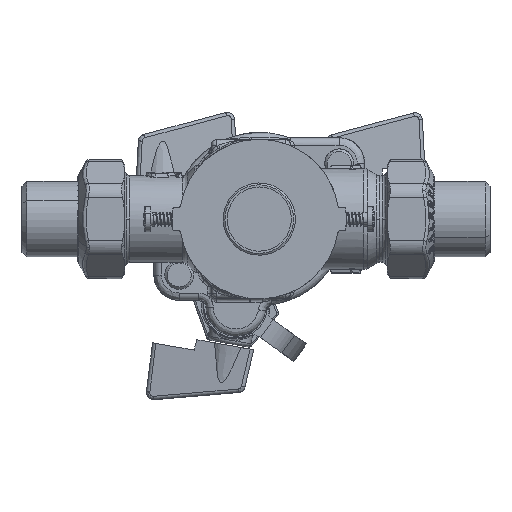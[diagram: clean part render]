
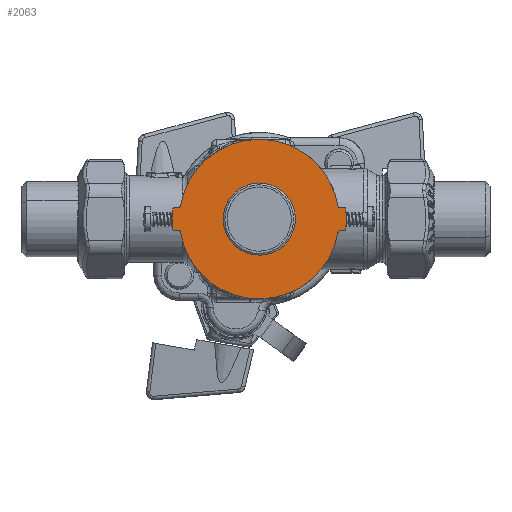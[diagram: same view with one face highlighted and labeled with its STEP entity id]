
A CAD part, front view. The second image highlights one B-rep face of the part: STEP entity #2063.
In plain terms, the highlighted planar face has unit normal (0, -1, 0).
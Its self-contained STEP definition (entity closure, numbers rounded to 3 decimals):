
#1658=CARTESIAN_POINT('Axis2P3D Location',(0.,-80.2,70.066)) ;
#1662=CARTESIAN_POINT('Vertex',(23.936,-80.2,72.874)) ;
#1664=CARTESIAN_POINT('Vertex',(23.936,-80.2,67.258)) ;
#1798=CARTESIAN_POINT('Vertex',(23.439,-80.2,73.316)) ;
#1801=CARTESIAN_POINT('Axis2P3D Location',(23.439,-80.2,72.816)) ;
#1897=CARTESIAN_POINT('Vertex',(23.439,-80.2,66.816)) ;
#1905=CARTESIAN_POINT('Axis2P3D Location',(23.439,-80.2,67.316)) ;
#1917=CARTESIAN_POINT('Axis2P3D Location',(0.,-80.2,60.066)) ;
#1922=CARTESIAN_POINT('Axis2P3D Location',(0.,-80.2,70.066)) ;
#1926=CARTESIAN_POINT('Vertex',(21.794,-80.2,66.399)) ;
#1928=CARTESIAN_POINT('Vertex',(-10.595,-80.2,50.671)) ;
#1931=CARTESIAN_POINT('Axis2P3D Location',(22.287,-80.2,66.316)) ;
#1935=CARTESIAN_POINT('Vertex',(22.287,-80.2,66.816)) ;
#1938=CARTESIAN_POINT('Line Origine',(22.863,-80.2,66.816)) ;
#1943=CARTESIAN_POINT('Line Origine',(22.863,-80.2,73.316)) ;
#1947=CARTESIAN_POINT('Vertex',(22.287,-80.2,73.316)) ;
#1950=CARTESIAN_POINT('Axis2P3D Location',(22.287,-80.2,73.816)) ;
#1954=CARTESIAN_POINT('Vertex',(21.794,-80.2,73.733)) ;
#1957=CARTESIAN_POINT('Axis2P3D Location',(0.,-80.2,70.066)) ;
#1961=CARTESIAN_POINT('Vertex',(10.595,-80.2,89.461)) ;
#1964=CARTESIAN_POINT('Axis2P3D Location',(0.,-80.2,70.066)) ;
#1968=CARTESIAN_POINT('Vertex',(-21.794,-80.2,73.733)) ;
#1971=CARTESIAN_POINT('Axis2P3D Location',(-22.287,-80.2,73.816)) ;
#1975=CARTESIAN_POINT('Vertex',(-22.287,-80.2,73.316)) ;
#1978=CARTESIAN_POINT('Line Origine',(-22.863,-80.2,73.316)) ;
#1982=CARTESIAN_POINT('Vertex',(-23.439,-80.2,73.316)) ;
#1985=CARTESIAN_POINT('Axis2P3D Location',(-23.439,-80.2,72.816)) ;
#1989=CARTESIAN_POINT('Vertex',(-23.936,-80.2,72.874)) ;
#1992=CARTESIAN_POINT('Axis2P3D Location',(0.,-80.2,70.066)) ;
#1996=CARTESIAN_POINT('Vertex',(-23.936,-80.2,67.258)) ;
#1999=CARTESIAN_POINT('Axis2P3D Location',(-23.439,-80.2,67.316)) ;
#2003=CARTESIAN_POINT('Vertex',(-23.439,-80.2,66.816)) ;
#2006=CARTESIAN_POINT('Line Origine',(-22.863,-80.2,66.816)) ;
#2010=CARTESIAN_POINT('Vertex',(-22.287,-80.2,66.816)) ;
#2013=CARTESIAN_POINT('Axis2P3D Location',(-22.287,-80.2,66.316)) ;
#2017=CARTESIAN_POINT('Vertex',(-21.794,-80.2,66.399)) ;
#2020=CARTESIAN_POINT('Axis2P3D Location',(0.,-80.2,70.066)) ;
#2045=CARTESIAN_POINT('Axis2P3D Location',(0.,-80.2,70.066)) ;
#2049=CARTESIAN_POINT('Vertex',(4.794,-80.2,78.842)) ;
#2051=CARTESIAN_POINT('Vertex',(-4.794,-80.2,61.29)) ;
#2054=CARTESIAN_POINT('Axis2P3D Location',(0.,-80.2,70.066)) ;
#1940=VECTOR('Line Direction',#1939,1.) ;
#1945=VECTOR('Line Direction',#1944,1.) ;
#1980=VECTOR('Line Direction',#1979,1.) ;
#2008=VECTOR('Line Direction',#2007,1.) ;
#1659=DIRECTION('Axis2P3D Direction',(0.,1.,0.)) ;
#1802=DIRECTION('Axis2P3D Direction',(0.,-1.,0.)) ;
#1906=DIRECTION('Axis2P3D Direction',(0.,1.,0.)) ;
#1918=DIRECTION('Axis2P3D Direction',(0.,1.,0.)) ;
#1919=DIRECTION('Axis2P3D XDirection',(1.,0.,0.)) ;
#1923=DIRECTION('Axis2P3D Direction',(0.,1.,0.)) ;
#1932=DIRECTION('Axis2P3D Direction',(0.,1.,0.)) ;
#1939=DIRECTION('Vector Direction',(-1.,0.,0.)) ;
#1944=DIRECTION('Vector Direction',(-1.,0.,0.)) ;
#1951=DIRECTION('Axis2P3D Direction',(0.,1.,0.)) ;
#1958=DIRECTION('Axis2P3D Direction',(0.,1.,0.)) ;
#1965=DIRECTION('Axis2P3D Direction',(0.,1.,0.)) ;
#1972=DIRECTION('Axis2P3D Direction',(0.,1.,0.)) ;
#1979=DIRECTION('Vector Direction',(1.,0.,0.)) ;
#1986=DIRECTION('Axis2P3D Direction',(0.,1.,0.)) ;
#1993=DIRECTION('Axis2P3D Direction',(0.,1.,0.)) ;
#2000=DIRECTION('Axis2P3D Direction',(0.,1.,0.)) ;
#2007=DIRECTION('Vector Direction',(1.,0.,0.)) ;
#2014=DIRECTION('Axis2P3D Direction',(0.,1.,0.)) ;
#2021=DIRECTION('Axis2P3D Direction',(0.,1.,0.)) ;
#2046=DIRECTION('Axis2P3D Direction',(0.,1.,0.)) ;
#2055=DIRECTION('Axis2P3D Direction',(0.,1.,0.)) ;
#1660=AXIS2_PLACEMENT_3D('Circle Axis2P3D',#1658,#1659,$) ;
#1803=AXIS2_PLACEMENT_3D('Circle Axis2P3D',#1801,#1802,$) ;
#1907=AXIS2_PLACEMENT_3D('Circle Axis2P3D',#1905,#1906,$) ;
#1920=AXIS2_PLACEMENT_3D('Plane Axis2P3D',#1917,#1918,#1919) ;
#1924=AXIS2_PLACEMENT_3D('Circle Axis2P3D',#1922,#1923,$) ;
#1933=AXIS2_PLACEMENT_3D('Circle Axis2P3D',#1931,#1932,$) ;
#1952=AXIS2_PLACEMENT_3D('Circle Axis2P3D',#1950,#1951,$) ;
#1959=AXIS2_PLACEMENT_3D('Circle Axis2P3D',#1957,#1958,$) ;
#1966=AXIS2_PLACEMENT_3D('Circle Axis2P3D',#1964,#1965,$) ;
#1973=AXIS2_PLACEMENT_3D('Circle Axis2P3D',#1971,#1972,$) ;
#1987=AXIS2_PLACEMENT_3D('Circle Axis2P3D',#1985,#1986,$) ;
#1994=AXIS2_PLACEMENT_3D('Circle Axis2P3D',#1992,#1993,$) ;
#2001=AXIS2_PLACEMENT_3D('Circle Axis2P3D',#1999,#2000,$) ;
#2015=AXIS2_PLACEMENT_3D('Circle Axis2P3D',#2013,#2014,$) ;
#2022=AXIS2_PLACEMENT_3D('Circle Axis2P3D',#2020,#2021,$) ;
#2047=AXIS2_PLACEMENT_3D('Circle Axis2P3D',#2045,#2046,$) ;
#2056=AXIS2_PLACEMENT_3D('Circle Axis2P3D',#2054,#2055,$) ;
#1941=LINE('Line',#1938,#1940) ;
#1946=LINE('Line',#1943,#1945) ;
#1981=LINE('Line',#1978,#1980) ;
#2009=LINE('Line',#2006,#2008) ;
#1661=CIRCLE('generated circle',#1660,24.1) ;
#1804=CIRCLE('generated circle',#1803,0.5) ;
#1908=CIRCLE('generated circle',#1907,0.5) ;
#1925=CIRCLE('generated circle',#1924,22.1) ;
#1934=CIRCLE('generated circle',#1933,0.5) ;
#1953=CIRCLE('generated circle',#1952,0.5) ;
#1960=CIRCLE('generated circle',#1959,22.1) ;
#1967=CIRCLE('generated circle',#1966,22.1) ;
#1974=CIRCLE('generated circle',#1973,0.5) ;
#1988=CIRCLE('generated circle',#1987,0.5) ;
#1995=CIRCLE('generated circle',#1994,24.1) ;
#2002=CIRCLE('generated circle',#2001,0.5) ;
#2016=CIRCLE('generated circle',#2015,0.5) ;
#2023=CIRCLE('generated circle',#2022,22.1) ;
#2048=CIRCLE('generated circle',#2047,10.) ;
#2057=CIRCLE('generated circle',#2056,10.) ;
#1921=PLANE('',#1920) ;
#2062=FACE_BOUND('',#2059,.T.) ;
#1666=EDGE_CURVE('',#1663,#1665,#1661,.T.) ;
#1805=EDGE_CURVE('',#1799,#1663,#1804,.F.) ;
#1909=EDGE_CURVE('',#1665,#1898,#1908,.T.) ;
#1930=EDGE_CURVE('',#1927,#1929,#1925,.T.) ;
#1937=EDGE_CURVE('',#1927,#1936,#1934,.T.) ;
#1942=EDGE_CURVE('',#1898,#1936,#1941,.T.) ;
#1949=EDGE_CURVE('',#1799,#1948,#1946,.T.) ;
#1956=EDGE_CURVE('',#1948,#1955,#1953,.T.) ;
#1963=EDGE_CURVE('',#1962,#1955,#1960,.T.) ;
#1970=EDGE_CURVE('',#1969,#1962,#1967,.T.) ;
#1977=EDGE_CURVE('',#1969,#1976,#1974,.T.) ;
#1984=EDGE_CURVE('',#1983,#1976,#1981,.T.) ;
#1991=EDGE_CURVE('',#1990,#1983,#1988,.T.) ;
#1998=EDGE_CURVE('',#1997,#1990,#1995,.T.) ;
#2005=EDGE_CURVE('',#2004,#1997,#2002,.T.) ;
#2012=EDGE_CURVE('',#2004,#2011,#2009,.T.) ;
#2019=EDGE_CURVE('',#2011,#2018,#2016,.T.) ;
#2024=EDGE_CURVE('',#1929,#2018,#2023,.T.) ;
#2053=EDGE_CURVE('',#2050,#2052,#2048,.T.) ;
#2058=EDGE_CURVE('',#2052,#2050,#2057,.T.) ;
#2026=ORIENTED_EDGE('',*,*,#1930,.F.) ;
#2027=ORIENTED_EDGE('',*,*,#1937,.T.) ;
#2028=ORIENTED_EDGE('',*,*,#1942,.F.) ;
#2029=ORIENTED_EDGE('',*,*,#1909,.F.) ;
#2030=ORIENTED_EDGE('',*,*,#1666,.F.) ;
#2031=ORIENTED_EDGE('',*,*,#1805,.F.) ;
#2032=ORIENTED_EDGE('',*,*,#1949,.T.) ;
#2033=ORIENTED_EDGE('',*,*,#1956,.T.) ;
#2034=ORIENTED_EDGE('',*,*,#1963,.F.) ;
#2035=ORIENTED_EDGE('',*,*,#1970,.F.) ;
#2036=ORIENTED_EDGE('',*,*,#1977,.T.) ;
#2037=ORIENTED_EDGE('',*,*,#1984,.F.) ;
#2038=ORIENTED_EDGE('',*,*,#1991,.F.) ;
#2039=ORIENTED_EDGE('',*,*,#1998,.F.) ;
#2040=ORIENTED_EDGE('',*,*,#2005,.F.) ;
#2041=ORIENTED_EDGE('',*,*,#2012,.T.) ;
#2042=ORIENTED_EDGE('',*,*,#2019,.T.) ;
#2043=ORIENTED_EDGE('',*,*,#2024,.F.) ;
#2060=ORIENTED_EDGE('',*,*,#2053,.T.) ;
#2061=ORIENTED_EDGE('',*,*,#2058,.T.) ;
#2025=EDGE_LOOP('',(#2026,#2027,#2028,#2029,#2030,#2031,#2032,#2033,#2034,#2035,#2036,#2037,#2038,#2039,#2040,#2041,#2042,#2043)) ;
#2059=EDGE_LOOP('',(#2060,#2061)) ;
#1663=VERTEX_POINT('',#1662) ;
#1665=VERTEX_POINT('',#1664) ;
#1799=VERTEX_POINT('',#1798) ;
#1898=VERTEX_POINT('',#1897) ;
#1927=VERTEX_POINT('',#1926) ;
#1929=VERTEX_POINT('',#1928) ;
#1936=VERTEX_POINT('',#1935) ;
#1948=VERTEX_POINT('',#1947) ;
#1955=VERTEX_POINT('',#1954) ;
#1962=VERTEX_POINT('',#1961) ;
#1969=VERTEX_POINT('',#1968) ;
#1976=VERTEX_POINT('',#1975) ;
#1983=VERTEX_POINT('',#1982) ;
#1990=VERTEX_POINT('',#1989) ;
#1997=VERTEX_POINT('',#1996) ;
#2004=VERTEX_POINT('',#2003) ;
#2011=VERTEX_POINT('',#2010) ;
#2018=VERTEX_POINT('',#2017) ;
#2050=VERTEX_POINT('',#2049) ;
#2052=VERTEX_POINT('',#2051) ;
#2063=ADVANCED_FACE('PartBody',(#2044,#2062),#1921,.F.) ;
#2044=FACE_OUTER_BOUND('',#2025,.T.) ;
